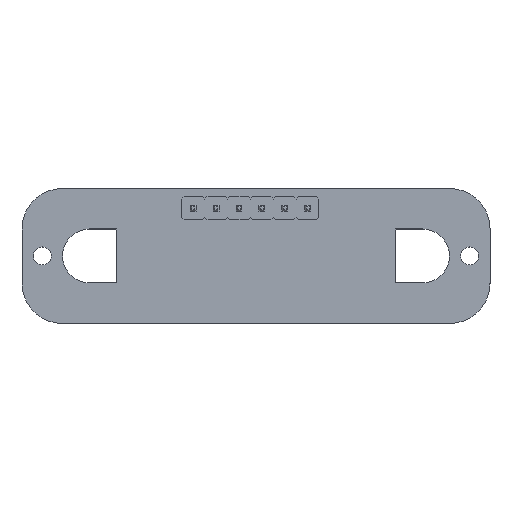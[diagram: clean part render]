
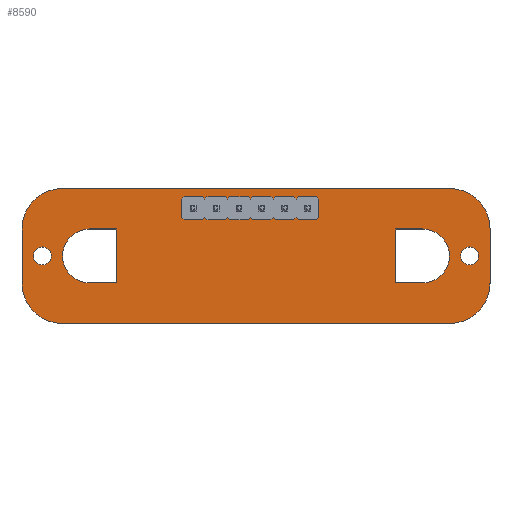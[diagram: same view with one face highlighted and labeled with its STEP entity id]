
A CAD part, top view. The second image highlights one B-rep face of the part: STEP entity #8590.
In plain terms, the highlighted planar face has unit normal (0, 0, 1).
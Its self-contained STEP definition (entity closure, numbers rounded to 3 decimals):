
#8283 = VERTEX_POINT('',#8284);
#8284 = CARTESIAN_POINT('',(21.5,7.5,1.6));
#8290 = EDGE_CURVE('',#8283,#8291,#8293,.T.);
#8291 = VERTEX_POINT('',#8292);
#8292 = CARTESIAN_POINT('',(26.,3.,1.6));
#8293 = CIRCLE('',#8294,4.5);
#8294 = AXIS2_PLACEMENT_3D('',#8295,#8296,#8297);
#8295 = CARTESIAN_POINT('',(21.5,3.,1.6));
#8296 = DIRECTION('',(0.,0.,-1.));
#8297 = DIRECTION('',(0.,1.,0.));
#8325 = VERTEX_POINT('',#8326);
#8326 = CARTESIAN_POINT('',(-21.5,7.5,1.6));
#8332 = EDGE_CURVE('',#8325,#8283,#8333,.T.);
#8333 = LINE('',#8334,#8335);
#8334 = CARTESIAN_POINT('',(-21.5,7.5,1.6));
#8335 = VECTOR('',#8336,1.);
#8336 = DIRECTION('',(1.,0.,0.));
#8354 = EDGE_CURVE('',#8291,#8355,#8357,.T.);
#8355 = VERTEX_POINT('',#8356);
#8356 = CARTESIAN_POINT('',(26.,-3.,1.6));
#8357 = LINE('',#8358,#8359);
#8358 = CARTESIAN_POINT('',(26.,3.,1.6));
#8359 = VECTOR('',#8360,1.);
#8360 = DIRECTION('',(0.,-1.,0.));
#8590 = ADVANCED_FACE('',(#8591,#8637,#8648,#8683,#8718,#8729,#8740,
    #8751,#8762,#8773,#8784),#8795,.T.);
#8591 = FACE_BOUND('',#8592,.T.);
#8592 = EDGE_LOOP('',(#8593,#8594,#8595,#8604,#8612,#8621,#8629,#8636));
#8593 = ORIENTED_EDGE('',*,*,#8290,.F.);
#8594 = ORIENTED_EDGE('',*,*,#8332,.F.);
#8595 = ORIENTED_EDGE('',*,*,#8596,.F.);
#8596 = EDGE_CURVE('',#8597,#8325,#8599,.T.);
#8597 = VERTEX_POINT('',#8598);
#8598 = CARTESIAN_POINT('',(-26.,3.,1.6));
#8599 = CIRCLE('',#8600,4.5);
#8600 = AXIS2_PLACEMENT_3D('',#8601,#8602,#8603);
#8601 = CARTESIAN_POINT('',(-21.5,3.,1.6));
#8602 = DIRECTION('',(0.,0.,-1.));
#8603 = DIRECTION('',(-1.,0.,0.));
#8604 = ORIENTED_EDGE('',*,*,#8605,.F.);
#8605 = EDGE_CURVE('',#8606,#8597,#8608,.T.);
#8606 = VERTEX_POINT('',#8607);
#8607 = CARTESIAN_POINT('',(-26.,-3.,1.6));
#8608 = LINE('',#8609,#8610);
#8609 = CARTESIAN_POINT('',(-26.,-3.,1.6));
#8610 = VECTOR('',#8611,1.);
#8611 = DIRECTION('',(0.,1.,0.));
#8612 = ORIENTED_EDGE('',*,*,#8613,.F.);
#8613 = EDGE_CURVE('',#8614,#8606,#8616,.T.);
#8614 = VERTEX_POINT('',#8615);
#8615 = CARTESIAN_POINT('',(-21.5,-7.5,1.6));
#8616 = CIRCLE('',#8617,4.5);
#8617 = AXIS2_PLACEMENT_3D('',#8618,#8619,#8620);
#8618 = CARTESIAN_POINT('',(-21.5,-3.,1.6));
#8619 = DIRECTION('',(0.,0.,-1.));
#8620 = DIRECTION('',(0.,-1.,-0.));
#8621 = ORIENTED_EDGE('',*,*,#8622,.F.);
#8622 = EDGE_CURVE('',#8623,#8614,#8625,.T.);
#8623 = VERTEX_POINT('',#8624);
#8624 = CARTESIAN_POINT('',(21.5,-7.5,1.6));
#8625 = LINE('',#8626,#8627);
#8626 = CARTESIAN_POINT('',(21.5,-7.5,1.6));
#8627 = VECTOR('',#8628,1.);
#8628 = DIRECTION('',(-1.,0.,0.));
#8629 = ORIENTED_EDGE('',*,*,#8630,.F.);
#8630 = EDGE_CURVE('',#8355,#8623,#8631,.T.);
#8631 = CIRCLE('',#8632,4.5);
#8632 = AXIS2_PLACEMENT_3D('',#8633,#8634,#8635);
#8633 = CARTESIAN_POINT('',(21.5,-3.,1.6));
#8634 = DIRECTION('',(0.,0.,-1.));
#8635 = DIRECTION('',(1.,0.,0.));
#8636 = ORIENTED_EDGE('',*,*,#8354,.F.);
#8637 = FACE_BOUND('',#8638,.T.);
#8638 = EDGE_LOOP('',(#8639));
#8639 = ORIENTED_EDGE('',*,*,#8640,.F.);
#8640 = EDGE_CURVE('',#8641,#8641,#8643,.T.);
#8641 = VERTEX_POINT('',#8642);
#8642 = CARTESIAN_POINT('',(-22.75,0.,1.6));
#8643 = CIRCLE('',#8644,1.);
#8644 = AXIS2_PLACEMENT_3D('',#8645,#8646,#8647);
#8645 = CARTESIAN_POINT('',(-23.75,0.,1.6));
#8646 = DIRECTION('',(0.,0.,1.));
#8647 = DIRECTION('',(1.,0.,-0.));
#8648 = FACE_BOUND('',#8649,.T.);
#8649 = EDGE_LOOP('',(#8650,#8661,#8669,#8677));
#8650 = ORIENTED_EDGE('',*,*,#8651,.F.);
#8651 = EDGE_CURVE('',#8652,#8654,#8656,.T.);
#8652 = VERTEX_POINT('',#8653);
#8653 = CARTESIAN_POINT('',(-18.5,3.,1.6));
#8654 = VERTEX_POINT('',#8655);
#8655 = CARTESIAN_POINT('',(-18.5,-3.,1.6));
#8656 = CIRCLE('',#8657,3.);
#8657 = AXIS2_PLACEMENT_3D('',#8658,#8659,#8660);
#8658 = CARTESIAN_POINT('',(-18.5,0.,1.6));
#8659 = DIRECTION('',(0.,0.,1.));
#8660 = DIRECTION('',(0.,1.,0.));
#8661 = ORIENTED_EDGE('',*,*,#8662,.F.);
#8662 = EDGE_CURVE('',#8663,#8652,#8665,.T.);
#8663 = VERTEX_POINT('',#8664);
#8664 = CARTESIAN_POINT('',(-15.5,3.,1.6));
#8665 = LINE('',#8666,#8667);
#8666 = CARTESIAN_POINT('',(-15.5,3.,1.6));
#8667 = VECTOR('',#8668,1.);
#8668 = DIRECTION('',(-1.,0.,0.));
#8669 = ORIENTED_EDGE('',*,*,#8670,.F.);
#8670 = EDGE_CURVE('',#8671,#8663,#8673,.T.);
#8671 = VERTEX_POINT('',#8672);
#8672 = CARTESIAN_POINT('',(-15.5,-3.,1.6));
#8673 = LINE('',#8674,#8675);
#8674 = CARTESIAN_POINT('',(-15.5,-3.,1.6));
#8675 = VECTOR('',#8676,1.);
#8676 = DIRECTION('',(0.,1.,0.));
#8677 = ORIENTED_EDGE('',*,*,#8678,.F.);
#8678 = EDGE_CURVE('',#8654,#8671,#8679,.T.);
#8679 = LINE('',#8680,#8681);
#8680 = CARTESIAN_POINT('',(-18.5,-3.,1.6));
#8681 = VECTOR('',#8682,1.);
#8682 = DIRECTION('',(1.,0.,0.));
#8683 = FACE_BOUND('',#8684,.T.);
#8684 = EDGE_LOOP('',(#8685,#8695,#8703,#8711));
#8685 = ORIENTED_EDGE('',*,*,#8686,.F.);
#8686 = EDGE_CURVE('',#8687,#8689,#8691,.T.);
#8687 = VERTEX_POINT('',#8688);
#8688 = CARTESIAN_POINT('',(15.5,-3.,1.6));
#8689 = VERTEX_POINT('',#8690);
#8690 = CARTESIAN_POINT('',(18.5,-3.,1.6));
#8691 = LINE('',#8692,#8693);
#8692 = CARTESIAN_POINT('',(15.5,-3.,1.6));
#8693 = VECTOR('',#8694,1.);
#8694 = DIRECTION('',(1.,0.,0.));
#8695 = ORIENTED_EDGE('',*,*,#8696,.F.);
#8696 = EDGE_CURVE('',#8697,#8687,#8699,.T.);
#8697 = VERTEX_POINT('',#8698);
#8698 = CARTESIAN_POINT('',(15.5,3.,1.6));
#8699 = LINE('',#8700,#8701);
#8700 = CARTESIAN_POINT('',(15.5,3.,1.6));
#8701 = VECTOR('',#8702,1.);
#8702 = DIRECTION('',(0.,-1.,0.));
#8703 = ORIENTED_EDGE('',*,*,#8704,.F.);
#8704 = EDGE_CURVE('',#8705,#8697,#8707,.T.);
#8705 = VERTEX_POINT('',#8706);
#8706 = CARTESIAN_POINT('',(18.5,3.,1.6));
#8707 = LINE('',#8708,#8709);
#8708 = CARTESIAN_POINT('',(18.5,3.,1.6));
#8709 = VECTOR('',#8710,1.);
#8710 = DIRECTION('',(-1.,0.,0.));
#8711 = ORIENTED_EDGE('',*,*,#8712,.F.);
#8712 = EDGE_CURVE('',#8689,#8705,#8713,.T.);
#8713 = CIRCLE('',#8714,3.);
#8714 = AXIS2_PLACEMENT_3D('',#8715,#8716,#8717);
#8715 = CARTESIAN_POINT('',(18.5,0.,1.6));
#8716 = DIRECTION('',(0.,0.,1.));
#8717 = DIRECTION('',(0.,-1.,0.));
#8718 = FACE_BOUND('',#8719,.T.);
#8719 = EDGE_LOOP('',(#8720));
#8720 = ORIENTED_EDGE('',*,*,#8721,.F.);
#8721 = EDGE_CURVE('',#8722,#8722,#8724,.T.);
#8722 = VERTEX_POINT('',#8723);
#8723 = CARTESIAN_POINT('',(24.75,0.,1.6));
#8724 = CIRCLE('',#8725,1.);
#8725 = AXIS2_PLACEMENT_3D('',#8726,#8727,#8728);
#8726 = CARTESIAN_POINT('',(23.75,0.,1.6));
#8727 = DIRECTION('',(0.,0.,1.));
#8728 = DIRECTION('',(1.,0.,-0.));
#8729 = FACE_BOUND('',#8730,.T.);
#8730 = EDGE_LOOP('',(#8731));
#8731 = ORIENTED_EDGE('',*,*,#8732,.T.);
#8732 = EDGE_CURVE('',#8733,#8733,#8735,.T.);
#8733 = VERTEX_POINT('',#8734);
#8734 = CARTESIAN_POINT('',(-6.97,4.8,1.6));
#8735 = CIRCLE('',#8736,0.5);
#8736 = AXIS2_PLACEMENT_3D('',#8737,#8738,#8739);
#8737 = CARTESIAN_POINT('',(-6.97,5.3,1.6));
#8738 = DIRECTION('',(-0.,0.,-1.));
#8739 = DIRECTION('',(-0.,-1.,0.));
#8740 = FACE_BOUND('',#8741,.T.);
#8741 = EDGE_LOOP('',(#8742));
#8742 = ORIENTED_EDGE('',*,*,#8743,.T.);
#8743 = EDGE_CURVE('',#8744,#8744,#8746,.T.);
#8744 = VERTEX_POINT('',#8745);
#8745 = CARTESIAN_POINT('',(-4.43,4.8,1.6));
#8746 = CIRCLE('',#8747,0.5);
#8747 = AXIS2_PLACEMENT_3D('',#8748,#8749,#8750);
#8748 = CARTESIAN_POINT('',(-4.43,5.3,1.6));
#8749 = DIRECTION('',(-0.,0.,-1.));
#8750 = DIRECTION('',(-0.,-1.,0.));
#8751 = FACE_BOUND('',#8752,.T.);
#8752 = EDGE_LOOP('',(#8753));
#8753 = ORIENTED_EDGE('',*,*,#8754,.T.);
#8754 = EDGE_CURVE('',#8755,#8755,#8757,.T.);
#8755 = VERTEX_POINT('',#8756);
#8756 = CARTESIAN_POINT('',(-1.89,4.8,1.6));
#8757 = CIRCLE('',#8758,0.5);
#8758 = AXIS2_PLACEMENT_3D('',#8759,#8760,#8761);
#8759 = CARTESIAN_POINT('',(-1.89,5.3,1.6));
#8760 = DIRECTION('',(-0.,0.,-1.));
#8761 = DIRECTION('',(0.,-1.,-0.));
#8762 = FACE_BOUND('',#8763,.T.);
#8763 = EDGE_LOOP('',(#8764));
#8764 = ORIENTED_EDGE('',*,*,#8765,.T.);
#8765 = EDGE_CURVE('',#8766,#8766,#8768,.T.);
#8766 = VERTEX_POINT('',#8767);
#8767 = CARTESIAN_POINT('',(0.65,4.8,1.6));
#8768 = CIRCLE('',#8769,0.5);
#8769 = AXIS2_PLACEMENT_3D('',#8770,#8771,#8772);
#8770 = CARTESIAN_POINT('',(0.65,5.3,1.6));
#8771 = DIRECTION('',(-0.,0.,-1.));
#8772 = DIRECTION('',(0.,-1.,-0.));
#8773 = FACE_BOUND('',#8774,.T.);
#8774 = EDGE_LOOP('',(#8775));
#8775 = ORIENTED_EDGE('',*,*,#8776,.T.);
#8776 = EDGE_CURVE('',#8777,#8777,#8779,.T.);
#8777 = VERTEX_POINT('',#8778);
#8778 = CARTESIAN_POINT('',(3.19,4.8,1.6));
#8779 = CIRCLE('',#8780,0.5);
#8780 = AXIS2_PLACEMENT_3D('',#8781,#8782,#8783);
#8781 = CARTESIAN_POINT('',(3.19,5.3,1.6));
#8782 = DIRECTION('',(-0.,0.,-1.));
#8783 = DIRECTION('',(-0.,-1.,0.));
#8784 = FACE_BOUND('',#8785,.T.);
#8785 = EDGE_LOOP('',(#8786));
#8786 = ORIENTED_EDGE('',*,*,#8787,.T.);
#8787 = EDGE_CURVE('',#8788,#8788,#8790,.T.);
#8788 = VERTEX_POINT('',#8789);
#8789 = CARTESIAN_POINT('',(5.73,4.8,1.6));
#8790 = CIRCLE('',#8791,0.5);
#8791 = AXIS2_PLACEMENT_3D('',#8792,#8793,#8794);
#8792 = CARTESIAN_POINT('',(5.73,5.3,1.6));
#8793 = DIRECTION('',(-0.,0.,-1.));
#8794 = DIRECTION('',(-0.,-1.,0.));
#8795 = PLANE('',#8796);
#8796 = AXIS2_PLACEMENT_3D('',#8797,#8798,#8799);
#8797 = CARTESIAN_POINT('',(0.,0.,1.6));
#8798 = DIRECTION('',(0.,0.,1.));
#8799 = DIRECTION('',(1.,0.,-0.));
